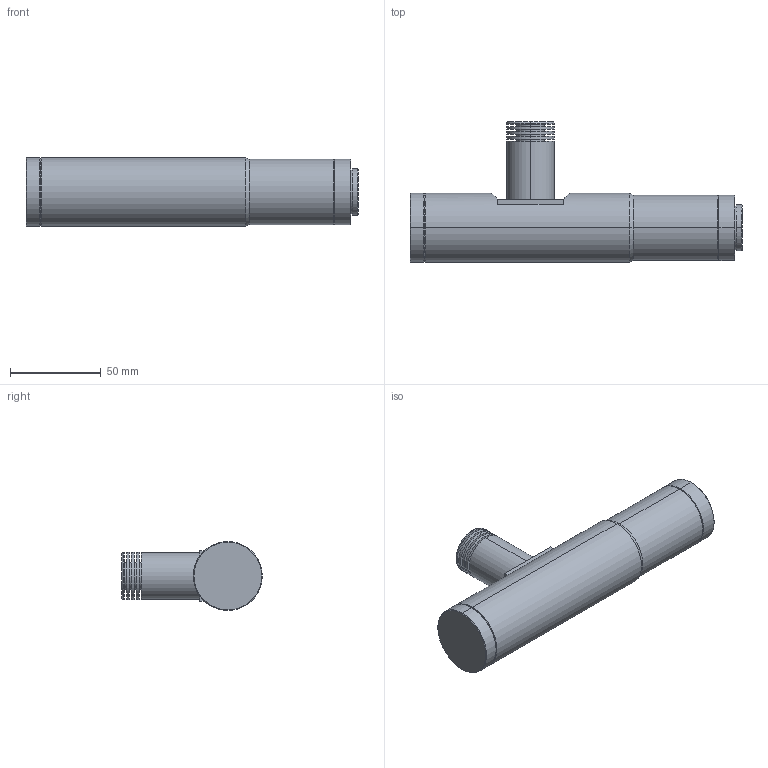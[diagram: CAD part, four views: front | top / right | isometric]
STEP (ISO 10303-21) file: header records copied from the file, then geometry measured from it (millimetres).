
FILE_DESCRIPTION (( 'STEP AP203' ), '1' );
FILE_NAME ('DTCA121-10CL.STEP', '2022-03-28T06:51:32', ( '' ), ( '' ), 'SwSTEP 2.0', 'SolidWorks 2017', '' );
FILE_SCHEMA (( 'CONFIG_CONTROL_DESIGN' ));
Length unit declared in the file: millimetre
Products named in the file (1): DTCA121-10CL
Bounding box: 183 x 77.5 x 38 mm (x, y, z)
Volume: 217663.1 mm3; surface area: 29843.2 mm2
Topology: 1 solids, 1 shells, 70 faces, 140 edges, 84 vertices
Faces by surface type: cylinder 30, plane 22, cone 16, torus 2
Entity records: 1895 total; most frequent: DIRECTION 358, CARTESIAN_POINT 301, ORIENTED_EDGE 280, AXIS2_PLACEMENT_3D 149, EDGE_CURVE 140, VERTEX_POINT 84, EDGE_LOOP 82, CIRCLE 78
